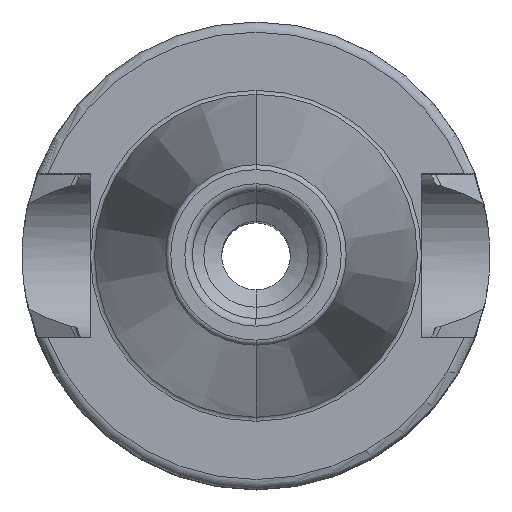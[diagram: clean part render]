
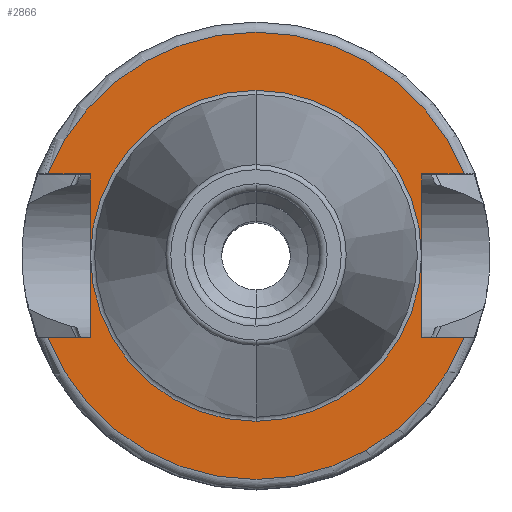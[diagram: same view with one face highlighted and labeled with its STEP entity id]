
A CAD part, top view. The second image highlights one B-rep face of the part: STEP entity #2866.
In plain terms, the highlighted planar face has unit normal (0, 0, 1).
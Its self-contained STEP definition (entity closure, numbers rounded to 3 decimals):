
#314=DIRECTION('',(1,0,0));
#315=VECTOR('',#314,4.174);
#316=CARTESIAN_POINT('',(-20.474,-8.05,20));
#317=LINE('',#316,#315);
#318=DIRECTION('',(0,1,0));
#319=VECTOR('',#318,16.1);
#320=CARTESIAN_POINT('',(-16.3,-8.05,20));
#321=LINE('',#320,#319);
#322=DIRECTION('',(1,0,0));
#323=VECTOR('',#322,4.174);
#324=CARTESIAN_POINT('',(-20.474,8.05,20));
#325=LINE('',#324,#323);
#326=DIRECTION('',(-1,0,0));
#327=VECTOR('',#326,4.174);
#328=CARTESIAN_POINT('',(20.474,8.05,20));
#329=LINE('',#328,#327);
#330=DIRECTION('',(0,-1,0));
#331=VECTOR('',#330,16.1);
#332=CARTESIAN_POINT('',(16.3,8.05,20));
#333=LINE('',#332,#331);
#334=DIRECTION('',(-1,0,0));
#335=VECTOR('',#334,4.174);
#336=CARTESIAN_POINT('',(20.474,-8.05,20));
#337=LINE('',#336,#335);
#348=CARTESIAN_POINT('',(0,0,20));
#349=DIRECTION('',(0,0,1));
#350=DIRECTION('',(0,1,0));
#351=AXIS2_PLACEMENT_3D('',#348,#349,#350);
#353=CARTESIAN_POINT('',(0,0,20));
#354=DIRECTION('',(0,0,-1));
#355=DIRECTION('',(0,1,0));
#356=AXIS2_PLACEMENT_3D('',#353,#354,#355);
#2037=CARTESIAN_POINT('',(0,0,20));
#2038=DIRECTION('',(0,0,1));
#2039=DIRECTION('',(-0.931,-0.366,0));
#2040=AXIS2_PLACEMENT_3D('',#2037,#2038,#2039);
#2054=CARTESIAN_POINT('',(0,0,20));
#2055=DIRECTION('',(0,0,1));
#2056=DIRECTION('',(0.931,0.366,0));
#2057=AXIS2_PLACEMENT_3D('',#2054,#2055,#2056);
#2176=CARTESIAN_POINT('',(-20.474,-8.05,20));
#2177=CARTESIAN_POINT('',(-16.3,-8.05,20));
#2178=VERTEX_POINT('',#2176);
#2179=VERTEX_POINT('',#2177);
#2180=CARTESIAN_POINT('',(-16.3,8.05,20));
#2181=VERTEX_POINT('',#2180);
#2182=CARTESIAN_POINT('',(-20.474,8.05,20));
#2183=VERTEX_POINT('',#2182);
#2184=CARTESIAN_POINT('',(16.3,8.05,20));
#2185=CARTESIAN_POINT('',(16.3,-8.05,20));
#2186=VERTEX_POINT('',#2184);
#2187=VERTEX_POINT('',#2185);
#2188=CARTESIAN_POINT('',(20.474,-8.05,20));
#2189=VERTEX_POINT('',#2188);
#2190=CARTESIAN_POINT('',(20.474,8.05,20));
#2191=VERTEX_POINT('',#2190);
#2234=CARTESIAN_POINT('',(0,16.275,20));
#2236=VERTEX_POINT('',#2234);
#2240=CARTESIAN_POINT('',(0,-16.275,20));
#2242=VERTEX_POINT('',#2240);
#2843=CARTESIAN_POINT('',(0,0,20));
#2844=DIRECTION('',(0,0,-1));
#2845=DIRECTION('',(0,-1,0));
#2846=AXIS2_PLACEMENT_3D('',#2843,#2844,#2845);
#2847=PLANE('',#2846);
#2848=ORIENTED_EDGE('',*,*,#2834,.T.);
#2849=ORIENTED_EDGE('',*,*,#2660,.T.);
#2850=ORIENTED_EDGE('',*,*,#2679,.F.);
#2852=ORIENTED_EDGE('',*,*,#2851,.F.);
#2853=ORIENTED_EDGE('',*,*,#2759,.T.);
#2854=ORIENTED_EDGE('',*,*,#2777,.T.);
#2855=ORIENTED_EDGE('',*,*,#2794,.F.);
#2857=ORIENTED_EDGE('',*,*,#2856,.F.);
#2858=EDGE_LOOP('',(#2848,#2849,#2850,#2852,#2853,#2854,#2855,#2857));
#2859=FACE_OUTER_BOUND('',#2858,.F.);
#2861=ORIENTED_EDGE('',*,*,#2860,.T.);
#2863=ORIENTED_EDGE('',*,*,#2862,.F.);
#2864=EDGE_LOOP('',(#2861,#2863));
#2865=FACE_BOUND('',#2864,.F.);
#2866=ADVANCED_FACE('',(#2859,#2865),#2847,.F.);
#352=CIRCLE('',#351,16.275);
#357=CIRCLE('',#356,16.275);
#2041=CIRCLE('',#2040,22);
#2058=CIRCLE('',#2057,22);
#2660=EDGE_CURVE('',#2179,#2181,#321,.T.);
#2679=EDGE_CURVE('',#2183,#2181,#325,.T.);
#2759=EDGE_CURVE('',#2191,#2186,#329,.T.);
#2777=EDGE_CURVE('',#2186,#2187,#333,.T.);
#2794=EDGE_CURVE('',#2189,#2187,#337,.T.);
#2834=EDGE_CURVE('',#2178,#2179,#317,.T.);
#2851=EDGE_CURVE('',#2191,#2183,#2058,.T.);
#2856=EDGE_CURVE('',#2178,#2189,#2041,.T.);
#2860=EDGE_CURVE('',#2236,#2242,#352,.T.);
#2862=EDGE_CURVE('',#2236,#2242,#357,.T.);
